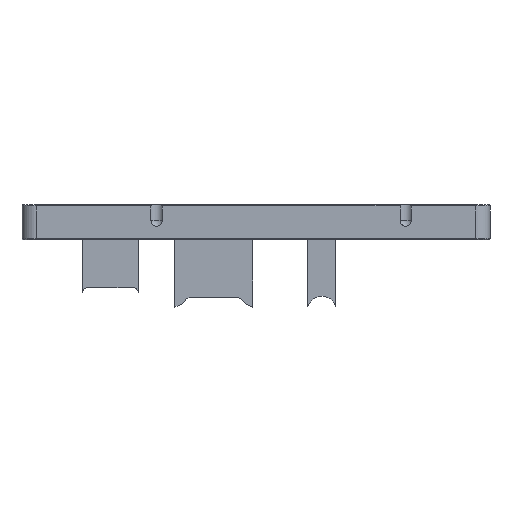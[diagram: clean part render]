
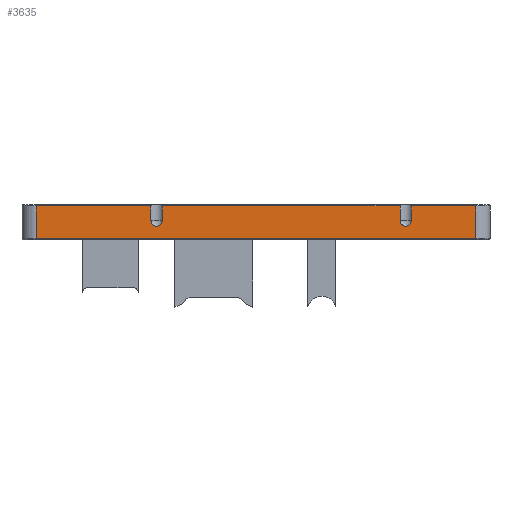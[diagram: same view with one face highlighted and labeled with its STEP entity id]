
A CAD part, left-side view. The second image highlights one B-rep face of the part: STEP entity #3635.
In plain terms, the highlighted planar face has unit normal (-1, 0, 0).
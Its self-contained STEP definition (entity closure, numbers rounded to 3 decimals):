
#152=CIRCLE('',#3913,1.118);
#153=CIRCLE('',#3914,1.118);
#436=PLANE('',#3912);
#538=FACE_OUTER_BOUND('',#752,.T.);
#752=EDGE_LOOP('',(#2741,#2742,#2743,#2744,#2745,#2746,#2747,#2748,#2749,
#2750,#2751,#2752));
#1046=LINE('',#6422,#1354);
#1051=LINE('',#6445,#1359);
#1052=LINE('',#6449,#1360);
#1053=LINE('',#6451,#1361);
#1054=LINE('',#6453,#1362);
#1055=LINE('',#6457,#1363);
#1056=LINE('',#6459,#1364);
#1057=LINE('',#6461,#1365);
#1058=LINE('',#6465,#1366);
#1059=LINE('',#6466,#1367);
#1354=VECTOR('',#4520,10.);
#1359=VECTOR('',#4551,10.);
#1360=VECTOR('',#4556,10.);
#1361=VECTOR('',#4557,10.);
#1362=VECTOR('',#4558,10.);
#1363=VECTOR('',#4561,10.);
#1364=VECTOR('',#4562,10.);
#1365=VECTOR('',#4563,10.);
#1366=VECTOR('',#4566,10.);
#1367=VECTOR('',#4567,10.);
#1693=VERTEX_POINT('',#6416);
#1694=VERTEX_POINT('',#6420);
#1699=VERTEX_POINT('',#6444);
#1700=VERTEX_POINT('',#6448);
#1701=VERTEX_POINT('',#6450);
#1702=VERTEX_POINT('',#6452);
#1703=VERTEX_POINT('',#6454);
#1704=VERTEX_POINT('',#6456);
#1705=VERTEX_POINT('',#6458);
#1706=VERTEX_POINT('',#6460);
#1707=VERTEX_POINT('',#6462);
#1708=VERTEX_POINT('',#6464);
#2081=EDGE_CURVE('',#1693,#1694,#1046,.T.);
#2092=EDGE_CURVE('',#1699,#1694,#1051,.T.);
#2094=EDGE_CURVE('',#1700,#1693,#1052,.T.);
#2095=EDGE_CURVE('',#1701,#1700,#1053,.T.);
#2096=EDGE_CURVE('',#1701,#1702,#1054,.T.);
#2097=EDGE_CURVE('',#1702,#1703,#152,.F.);
#2098=EDGE_CURVE('',#1703,#1704,#1055,.T.);
#2099=EDGE_CURVE('',#1705,#1704,#1056,.T.);
#2100=EDGE_CURVE('',#1705,#1706,#1057,.T.);
#2101=EDGE_CURVE('',#1706,#1707,#153,.F.);
#2102=EDGE_CURVE('',#1707,#1708,#1058,.T.);
#2103=EDGE_CURVE('',#1699,#1708,#1059,.T.);
#2741=ORIENTED_EDGE('',*,*,#2081,.F.);
#2742=ORIENTED_EDGE('',*,*,#2094,.F.);
#2743=ORIENTED_EDGE('',*,*,#2095,.F.);
#2744=ORIENTED_EDGE('',*,*,#2096,.T.);
#2745=ORIENTED_EDGE('',*,*,#2097,.T.);
#2746=ORIENTED_EDGE('',*,*,#2098,.T.);
#2747=ORIENTED_EDGE('',*,*,#2099,.F.);
#2748=ORIENTED_EDGE('',*,*,#2100,.T.);
#2749=ORIENTED_EDGE('',*,*,#2101,.T.);
#2750=ORIENTED_EDGE('',*,*,#2102,.T.);
#2751=ORIENTED_EDGE('',*,*,#2103,.F.);
#2752=ORIENTED_EDGE('',*,*,#2092,.T.);
#3635=ADVANCED_FACE('',(#538),#436,.T.);
#3912=AXIS2_PLACEMENT_3D('',#6447,#4554,#4555);
#3913=AXIS2_PLACEMENT_3D('',#6455,#4559,#4560);
#3914=AXIS2_PLACEMENT_3D('',#6463,#4564,#4565);
#4520=DIRECTION('',(0.,1.,0.));
#4551=DIRECTION('',(0.,0.,-1.));
#4554=DIRECTION('center_axis',(-1.,0.,0.));
#4555=DIRECTION('ref_axis',(0.,1.,0.));
#4556=DIRECTION('',(0.,0.,-1.));
#4557=DIRECTION('',(0.,-1.,0.));
#4558=DIRECTION('',(0.,0.,-1.));
#4559=DIRECTION('center_axis',(-1.,0.,0.));
#4560=DIRECTION('ref_axis',(0.,0.,-1.));
#4561=DIRECTION('',(0.,0.,1.));
#4562=DIRECTION('',(0.,-1.,0.));
#4563=DIRECTION('',(0.,0.,-1.));
#4564=DIRECTION('center_axis',(-1.,0.,0.));
#4565=DIRECTION('ref_axis',(0.,0.,-1.));
#4566=DIRECTION('',(0.,0.,1.));
#4567=DIRECTION('',(0.,-1.,0.));
#6416=CARTESIAN_POINT('',(-29.4,-44.,-6.8));
#6420=CARTESIAN_POINT('',(-29.4,44.,-6.8));
#6422=CARTESIAN_POINT('',(-29.4,-22.,-6.8));
#6444=CARTESIAN_POINT('',(-29.4,44.,-0.2));
#6445=CARTESIAN_POINT('',(-29.4,44.,0.));
#6447=CARTESIAN_POINT('Origin',(-29.4,-44.,0.));
#6448=CARTESIAN_POINT('',(-29.4,-44.,-0.2));
#6449=CARTESIAN_POINT('',(-29.4,-44.,0.));
#6450=CARTESIAN_POINT('',(-29.4,-31.118,-0.2));
#6451=CARTESIAN_POINT('',(-29.4,-22.,-0.2));
#6452=CARTESIAN_POINT('',(-29.4,-31.118,-3.15));
#6453=CARTESIAN_POINT('',(-29.4,-31.118,3.35));
#6454=CARTESIAN_POINT('',(-29.4,-28.882,-3.15));
#6455=CARTESIAN_POINT('Origin',(-29.4,-30.,-3.15));
#6456=CARTESIAN_POINT('',(-29.4,-28.882,-0.2));
#6457=CARTESIAN_POINT('',(-29.4,-28.882,3.35));
#6458=CARTESIAN_POINT('',(-29.4,18.819,-0.2));
#6459=CARTESIAN_POINT('',(-29.4,-22.,-0.2));
#6460=CARTESIAN_POINT('',(-29.4,18.819,-3.15));
#6461=CARTESIAN_POINT('',(-29.4,18.819,3.35));
#6462=CARTESIAN_POINT('',(-29.4,21.056,-3.15));
#6463=CARTESIAN_POINT('Origin',(-29.4,19.938,-3.15));
#6464=CARTESIAN_POINT('',(-29.4,21.056,-0.2));
#6465=CARTESIAN_POINT('',(-29.4,21.056,3.35));
#6466=CARTESIAN_POINT('',(-29.4,-22.,-0.2));
